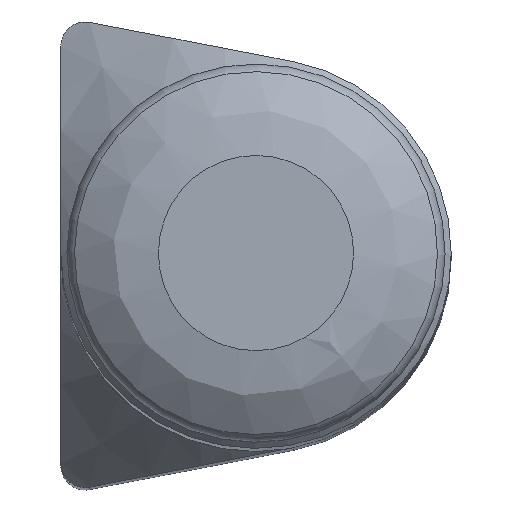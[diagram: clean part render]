
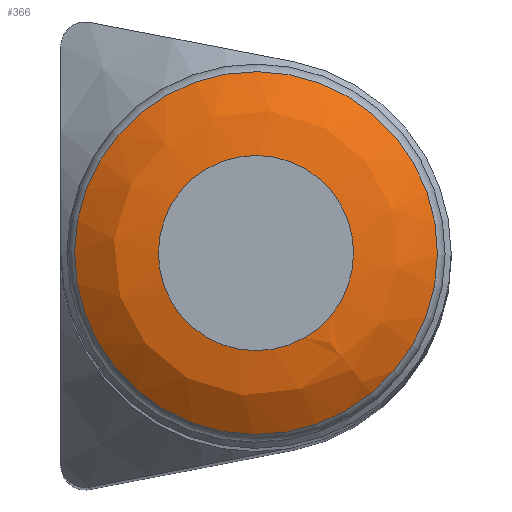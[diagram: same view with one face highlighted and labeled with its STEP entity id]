
A CAD part, top view. The second image highlights one B-rep face of the part: STEP entity #366.
In plain terms, the highlighted free-form (B-spline) face has degree [2, 2] with [3, 9] control points.
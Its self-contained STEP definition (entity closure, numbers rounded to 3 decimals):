
#34=(
BOUNDED_SURFACE()
B_SPLINE_SURFACE(2,2,((#731,#732,#733,#734,#735,#736,#737,#738,#739),(#740,
#741,#742,#743,#744,#745,#746,#747,#748),(#749,#750,#751,#752,#753,#754,
#755,#756,#757)),.UNSPECIFIED.,.F.,.T.,.F.)
B_SPLINE_SURFACE_WITH_KNOTS((3,3),(3,2,2,2,3),(0.813,1.571),
(-3.142,-1.571,0.,1.571,3.142),
 .UNSPECIFIED.)
GEOMETRIC_REPRESENTATION_ITEM()
RATIONAL_B_SPLINE_SURFACE(((1.,0.707,1.,0.707,1.,
0.707,1.,0.707,1.),(0.929,0.657,
0.929,0.657,0.929,0.657,
0.929,0.657,0.929),(1.,0.707,
1.,0.707,1.,0.707,1.,0.707,1.)))
REPRESENTATION_ITEM('')
SURFACE()
);
#91=FACE_OUTER_BOUND('',#116,.T.);
#116=EDGE_LOOP('',(#300,#301,#302,#303));
#150=CIRCLE('',#466,7.438);
#152=CIRCLE('',#468,4.);
#153=CIRCLE('',#469,5.);
#189=VERTEX_POINT('',#728);
#190=VERTEX_POINT('',#758);
#228=EDGE_CURVE('',#189,#189,#150,.T.);
#230=EDGE_CURVE('',#190,#190,#152,.T.);
#231=EDGE_CURVE('',#190,#189,#153,.T.);
#300=ORIENTED_EDGE('',*,*,#230,.F.);
#301=ORIENTED_EDGE('',*,*,#231,.T.);
#302=ORIENTED_EDGE('',*,*,#228,.T.);
#303=ORIENTED_EDGE('',*,*,#231,.F.);
#366=ADVANCED_FACE('',(#91),#34,.F.);
#466=AXIS2_PLACEMENT_3D('',#729,#548,#549);
#468=AXIS2_PLACEMENT_3D('',#759,#552,#553);
#469=AXIS2_PLACEMENT_3D('',#760,#554,#555);
#548=DIRECTION('center_axis',(0.,0.,1.));
#549=DIRECTION('ref_axis',(0.,-1.,0.));
#552=DIRECTION('center_axis',(0.,0.,1.));
#553=DIRECTION('ref_axis',(0.,-1.,0.));
#554=DIRECTION('center_axis',(0.,-1.,0.));
#555=DIRECTION('ref_axis',(-1.,0.,0.));
#728=CARTESIAN_POINT('',(-7.438,0.,66.531));
#729=CARTESIAN_POINT('Origin',(0.,0.,66.531));
#731=CARTESIAN_POINT('Ctrl Pts',(-7.437,0.,66.531));
#732=CARTESIAN_POINT('Ctrl Pts',(-7.437,-7.437,66.531));
#733=CARTESIAN_POINT('Ctrl Pts',(0.,-7.437,66.531));
#734=CARTESIAN_POINT('Ctrl Pts',(7.437,-7.437,66.531));
#735=CARTESIAN_POINT('Ctrl Pts',(7.437,0.,66.531));
#736=CARTESIAN_POINT('Ctrl Pts',(7.437,7.437,66.531));
#737=CARTESIAN_POINT('Ctrl Pts',(0.,7.437,66.531));
#738=CARTESIAN_POINT('Ctrl Pts',(-7.437,7.437,66.531));
#739=CARTESIAN_POINT('Ctrl Pts',(-7.437,0.,66.531));
#740=CARTESIAN_POINT('Ctrl Pts',(-5.991,0.,67.9));
#741=CARTESIAN_POINT('Ctrl Pts',(-5.991,-5.991,67.9));
#742=CARTESIAN_POINT('Ctrl Pts',(0.,-5.991,67.9));
#743=CARTESIAN_POINT('Ctrl Pts',(5.991,-5.991,67.9));
#744=CARTESIAN_POINT('Ctrl Pts',(5.991,0.,67.9));
#745=CARTESIAN_POINT('Ctrl Pts',(5.991,5.991,67.9));
#746=CARTESIAN_POINT('Ctrl Pts',(0.,5.991,67.9));
#747=CARTESIAN_POINT('Ctrl Pts',(-5.991,5.991,67.9));
#748=CARTESIAN_POINT('Ctrl Pts',(-5.991,0.,67.9));
#749=CARTESIAN_POINT('Ctrl Pts',(-4.,0.,67.9));
#750=CARTESIAN_POINT('Ctrl Pts',(-4.,-4.,67.9));
#751=CARTESIAN_POINT('Ctrl Pts',(0.,-4.,67.9));
#752=CARTESIAN_POINT('Ctrl Pts',(4.,-4.,67.9));
#753=CARTESIAN_POINT('Ctrl Pts',(4.,0.,67.9));
#754=CARTESIAN_POINT('Ctrl Pts',(4.,4.,67.9));
#755=CARTESIAN_POINT('Ctrl Pts',(0.,4.,67.9));
#756=CARTESIAN_POINT('Ctrl Pts',(-4.,4.,67.9));
#757=CARTESIAN_POINT('Ctrl Pts',(-4.,0.,67.9));
#758=CARTESIAN_POINT('',(-4.,0.,67.9));
#759=CARTESIAN_POINT('Origin',(0.,0.,67.9));
#760=CARTESIAN_POINT('Origin',(-4.,0.,62.9));
